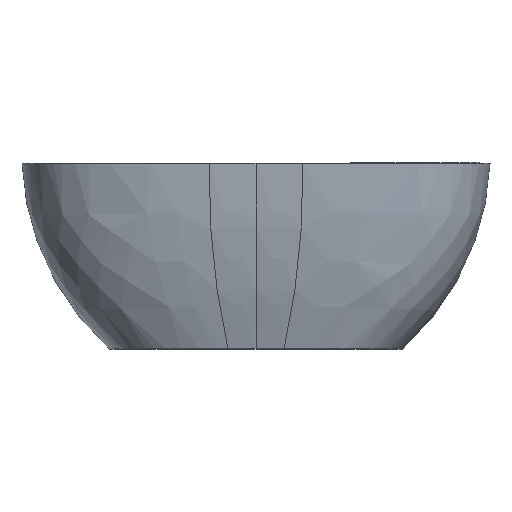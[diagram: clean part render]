
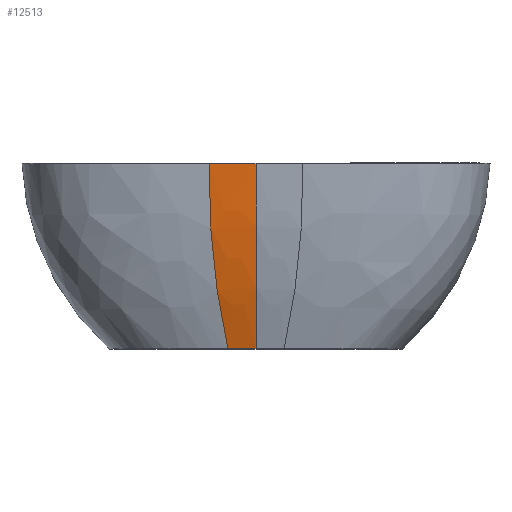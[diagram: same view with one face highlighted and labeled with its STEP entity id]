
A CAD part, top view. The second image highlights one B-rep face of the part: STEP entity #12513.
In plain terms, the highlighted free-form (B-spline) face has degree [3, 3] with [7, 4] control points.
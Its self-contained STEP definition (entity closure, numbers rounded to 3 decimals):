
#462=CARTESIAN_POINT('',(-90.,-595.,265.));
#464=DIRECTION('',(1.,0.,0.));
#465=VECTOR('',#464,90.);
#466=CARTESIAN_POINT('',(-90.,-595.,265.));
#467=LINE('',#466,#465);
#3077=CARTESIAN_POINT('',(-150.017,-1.02,
364.98));
#3079=CARTESIAN_POINT('',(-90.,-595.,265.));
#3080=CARTESIAN_POINT('',(-100.166,-549.924,
279.743));
#3081=CARTESIAN_POINT('',(-118.377,-456.713,
306.625));
#3082=CARTESIAN_POINT('',(-138.201,-309.259,
337.619));
#3083=CARTESIAN_POINT('',(-149.408,-156.504,
357.979));
#3084=CARTESIAN_POINT('',(-150.851,-52.763,
363.944));
#3085=CARTESIAN_POINT('',(-150.017,-1.02,
364.98));
#3087=CARTESIAN_POINT('',(-150.017,-1.02,
364.98));
#3088=CARTESIAN_POINT('',(-101.055,-1.01,
364.983));
#3089=CARTESIAN_POINT('',(-50.009,-1.027,
364.984));
#3090=CARTESIAN_POINT('',(0.,-1.016,364.984));
#3092=CARTESIAN_POINT('',(0.,-595.,265.));
#3093=CARTESIAN_POINT('',(0.,-547.058,280.777));
#3094=CARTESIAN_POINT('',(0.,-449.979,308.7));
#3095=CARTESIAN_POINT('',(0.,-301.609,339.451));
#3096=CARTESIAN_POINT('',(0.,-151.675,358.848));
#3097=CARTESIAN_POINT('',(0.,-51.142,364.202));
#3098=CARTESIAN_POINT('',(0.,-1.016,364.984));
#3469=VERTEX_POINT('',#462);
#3472=CARTESIAN_POINT('',(0.,-595.,265.));
#3473=VERTEX_POINT('',#3472);
#3579=VERTEX_POINT('',#3077);
#3581=VERTEX_POINT('',#3090);
#12477=CARTESIAN_POINT('',(-89.888,-600.65,
263.143));
#12478=CARTESIAN_POINT('',(-58.829,-600.764,
263.097));
#12479=CARTESIAN_POINT('',(-29.182,-600.889,
263.052));
#12480=CARTESIAN_POINT('',(1.157,-601.024,
263.007));
#12481=CARTESIAN_POINT('',(-100.698,-553.856,
278.601));
#12482=CARTESIAN_POINT('',(-66.3,-553.01,
278.943));
#12483=CARTESIAN_POINT('',(-32.843,-552.086,
279.281));
#12484=CARTESIAN_POINT('',(1.302,-551.084,
279.618));
#12485=CARTESIAN_POINT('',(-119.618,-458.85,
306.163));
#12486=CARTESIAN_POINT('',(-79.375,-456.759,
306.932));
#12487=CARTESIAN_POINT('',(-39.22,-454.463,
307.644));
#12488=CARTESIAN_POINT('',(1.555,-451.954,
308.296));
#12489=CARTESIAN_POINT('',(-139.956,-309.349,
337.589));
#12490=CARTESIAN_POINT('',(-93.441,-306.98,
338.371));
#12491=CARTESIAN_POINT('',(-45.96,-304.367,
339.005));
#12492=CARTESIAN_POINT('',(1.822,-301.5,
339.469));
#12493=CARTESIAN_POINT('',(-151.443,-154.572,
358.226));
#12494=CARTESIAN_POINT('',(-101.39,-153.081,
358.689));
#12495=CARTESIAN_POINT('',(-49.574,-151.441,
358.991));
#12496=CARTESIAN_POINT('',(1.966,-149.647,
359.106));
#12497=CARTESIAN_POINT('',(-152.809,-48.726,
364.169));
#12498=CARTESIAN_POINT('',(-102.348,-48.252,
364.322));
#12499=CARTESIAN_POINT('',(-49.768,-47.735,
364.406));
#12500=CARTESIAN_POINT('',(1.974,-47.173,
364.41));
#12501=CARTESIAN_POINT('',(-151.804,5.069,
365.093));
#12502=CARTESIAN_POINT('',(-101.661,5.019,
365.077));
#12503=CARTESIAN_POINT('',(-49.267,4.965,
365.069));
#12504=CARTESIAN_POINT('',(1.954,4.907,365.068));
#12505=B_SPLINE_SURFACE_WITH_KNOTS('',3,3,((#12477,#12478,#12479,#12480),
(#12481,#12482,#12483,#12484),(#12485,#12486,#12487,#12488),(#12489,#12490,
#12491,#12492),(#12493,#12494,#12495,#12496),(#12497,#12498,#12499,#12500),(
#12501,#12502,#12503,#12504)),.UNSPECIFIED.,.F.,.F.,.F.,(4,1,1,1,4),(4,4),(
-0.01,0.25,0.5,0.75,1.008),(0.923,
1.001),.UNSPECIFIED.);
#12506=ORIENTED_EDGE('',*,*,#11549,.T.);
#12508=ORIENTED_EDGE('',*,*,#12507,.F.);
#12509=ORIENTED_EDGE('',*,*,#4940,.F.);
#12510=ORIENTED_EDGE('',*,*,#12470,.T.);
#12511=EDGE_LOOP('',(#12506,#12508,#12509,#12510));
#12512=FACE_OUTER_BOUND('',#12511,.F.);
#12513=ADVANCED_FACE('',(#12512),#12505,.F.);
#3086=B_SPLINE_CURVE_WITH_KNOTS('',3,(#3079,#3080,#3081,#3082,#3083,#3084,
#3085),.UNSPECIFIED.,.F.,.F.,(4,1,1,1,4),(0.,0.25,
0.501,0.751,1.),.UNSPECIFIED.);
#3091=B_SPLINE_CURVE_WITH_KNOTS('',3,(#3087,#3088,#3089,#3090),.UNSPECIFIED.,
.F.,.F.,(4,4),(0.,1.),.UNSPECIFIED.);
#3099=B_SPLINE_CURVE_WITH_KNOTS('',3,(#3092,#3093,#3094,#3095,#3096,#3097,
#3098),.UNSPECIFIED.,.F.,.F.,(4,1,1,1,4),(0.,0.25,
0.501,0.751,1.),.UNSPECIFIED.);
#4940=EDGE_CURVE('',#3469,#3473,#467,.T.);
#11549=EDGE_CURVE('',#3579,#3581,#3091,.T.);
#12470=EDGE_CURVE('',#3469,#3579,#3086,.T.);
#12507=EDGE_CURVE('',#3473,#3581,#3099,.T.);
